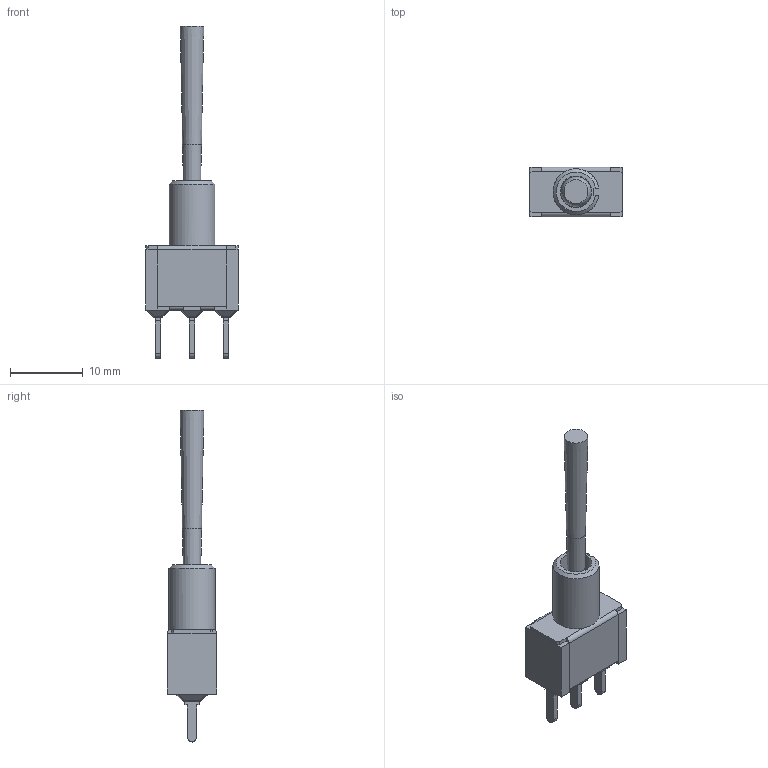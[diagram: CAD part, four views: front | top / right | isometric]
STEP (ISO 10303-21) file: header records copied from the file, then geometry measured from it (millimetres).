
FILE_DESCRIPTION(/* description */ (''),/* implementation_level */ '2;1');
FILE_NAME(/* name */ '100SPxT9B1M2xE.stp',/* time_stamp */ '2024-12-18T09:08:43-06:00',/* author */ ('mwilliams'),/* organization */ (''),/* preprocessor_version */ 'ST-DEVELOPER v18.1',/* originating_system */ 'Autodesk Inventor 2022',/* authorisation */ '');
FILE_SCHEMA (('AUTOMOTIVE_DESIGN { 1 0 10303 214 3 1 1 }'));
Length unit declared in the file: inch
Products named in the file (1): 100129084_Simplify_1
Bounding box: 12.7 x 6.86 x 45.72 mm (x, y, z)
Volume: 1134.2 mm3; surface area: 1215.5 mm2
Topology: 2 solids, 8 shells, 225 faces, 535 edges, 310 vertices
Faces by surface type: plane 166, cylinder 43, sphere 13, cone 3
Full cylindrical faces by diameter (mm): 4.35 x1
Entity records: 6526 total; most frequent: DIRECTION 1081, CARTESIAN_POINT 1062, ORIENTED_EDGE 1044, EDGE_CURVE 522, LINE 411, VECTOR 411, AXIS2_PLACEMENT_3D 335, VERTEX_POINT 310
